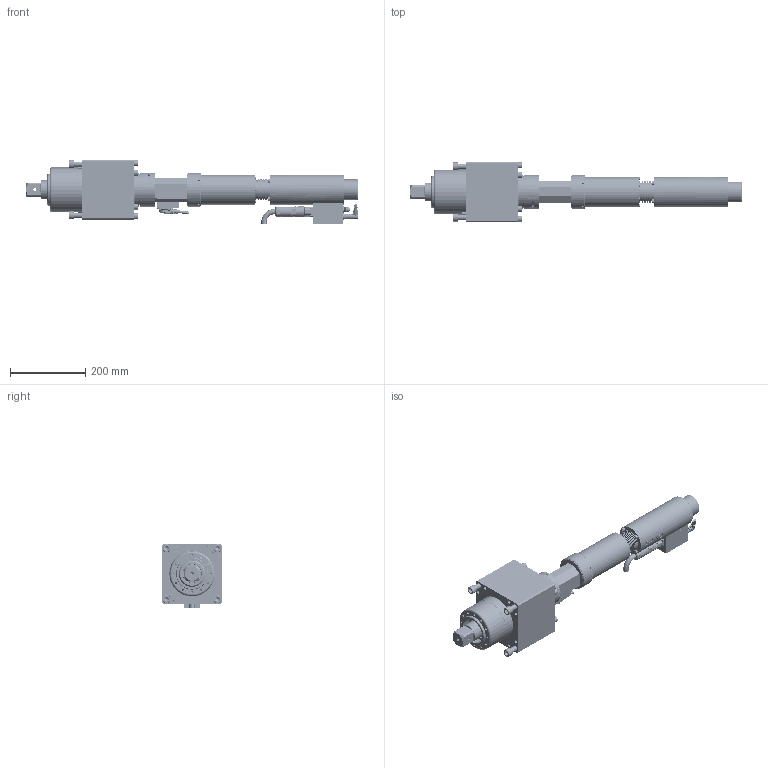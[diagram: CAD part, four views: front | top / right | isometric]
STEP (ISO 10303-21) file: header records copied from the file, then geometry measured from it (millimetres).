
FILE_DESCRIPTION(/* description */ (''),/* implementation_level */ '2;1');
FILE_NAME(/* name */ '4BD2800T1S-A_IAM_001.iam.step',/* time_stamp */ '2021-08-10T08:50:54+02:00',/* author */ ('cideon'),/* organization */ (''),/* preprocessor_version */ 'ST-DEVELOPER v17.2',/* originating_system */ 'Autodesk Inventor 2019',/* authorisation */ '');
FILE_SCHEMA (('AUTOMOTIVE_DESIGN { 1 0 10303 214 3 1 1 }'));
Length unit declared in the file: centimetre
Products named in the file (1): Bauteil1
Bounding box: 883.8 x 159 x 171.25 mm (x, y, z)
Volume: 5741875.9 mm3; surface area: 959302.1 mm2
Topology: 2 solids, 2 shells, 6760 faces, 20090 edges, 13222 vertices
Faces by surface type: plane 3901, cylinder 1566, cone 658, bspline 327, torus 290, sphere 18
Full cylindrical faces by diameter (mm): 0.434 x2, 0.6 x16, 0.9 x8, 1.4 x2, 1.5 x4, 1.6 x2, 1.7 x4, 1.83 x2, 2.1 x2, 2.5 x11, 3 x4, 3.2 x2, 3.3 x4, 3.5 x4, 4 x2, 4.02 x2, 4.2 x3, 5 x3, 5.1 x1, 5.41 x12, 5.5 x16, 5.9 x1, 6 x12, 6.3 x1, 6.5 x2, 7 x8, 7.3 x1, 8 x11, 8.4 x8, 8.7 x1
Entity records: 289475 total; most frequent: CARTESIAN_POINT 107523, ORIENTED_EDGE 40096, DIRECTION 35995, EDGE_CURVE 20048, AXIS2_PLACEMENT_3D 13448, VERTEX_POINT 13222, LINE 9099, VECTOR 9099
